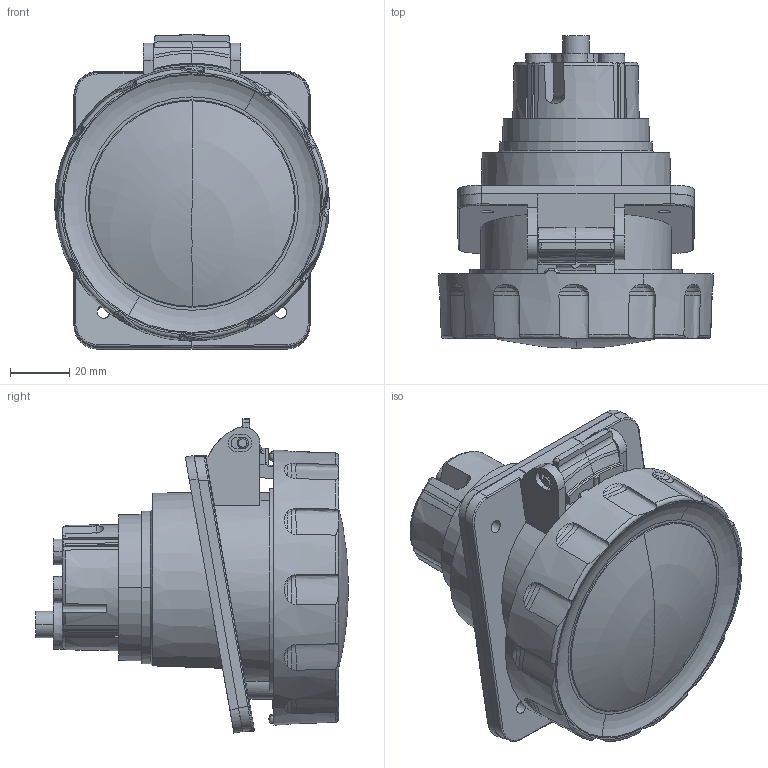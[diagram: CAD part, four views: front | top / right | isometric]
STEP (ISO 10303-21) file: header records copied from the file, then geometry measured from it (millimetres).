
FILE_DESCRIPTION((''),'2;1');
FILE_NAME('GW62242H_SW0002','2020-09-07T12:25:17',('User'),('Technoprobe spa'),'CREO PARAMETRIC BY PTC INC, 2020074','CREO PARAMETRIC BY PTC INC, 2020074','');
FILE_SCHEMA(('CONFIG_CONTROL_DESIGN'));
Length unit declared in the file: millimetre
Products named in the file (1): GW62242H_SW0002
Bounding box: 93.17 x 105.91 x 106.52 mm (x, y, z)
Volume: 358713.8 mm3; surface area: 49026.6 mm2
Topology: 1 solids, 1 shells, 391 faces, 1141 edges, 771 vertices
Faces by surface type: plane 136, cylinder 84, bspline 84, cone 49, torus 32, extrusion 4, sphere 2
Entity records: 18011 total; most frequent: CARTESIAN_POINT 8515, ORIENTED_EDGE 2282, DIRECTION 1540, EDGE_CURVE 1141, VERTEX_POINT 771, AXIS2_PLACEMENT_3D 583, B_SPLINE_CURVE_WITH_KNOTS 495, EDGE_LOOP 424
